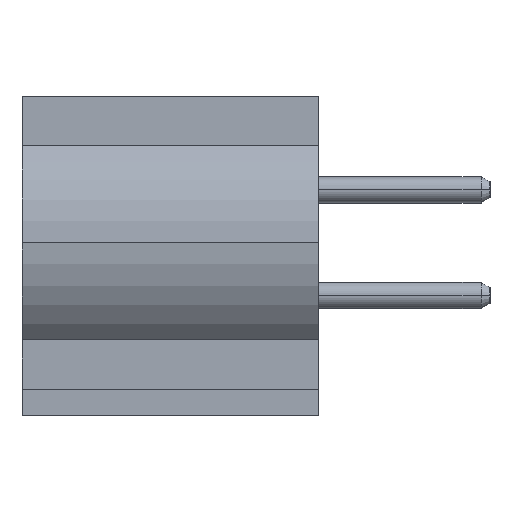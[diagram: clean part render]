
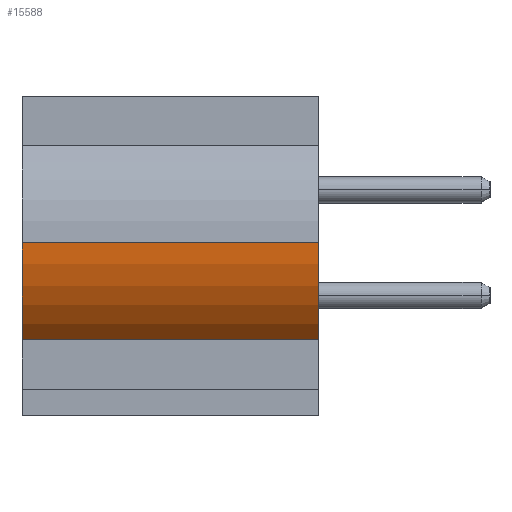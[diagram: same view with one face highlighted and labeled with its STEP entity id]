
A CAD part, left-side view. The second image highlights one B-rep face of the part: STEP entity #15588.
In plain terms, the highlighted cylindrical face has radius 2.5 mm (diameter 5 mm), a partial arc.
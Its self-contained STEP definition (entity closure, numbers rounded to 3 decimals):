
#2370=EDGE_CURVE('',#6994,#6995,#6996,.T.);
#2372=EDGE_CURVE('',#6995,#6998,#6999,.T.);
#2374=EDGE_CURVE('',#7001,#6998,#7002,.T.);
#6994=VERTEX_POINT('',#13091);
#6995=VERTEX_POINT('',#13092);
#6996=CIRCLE('',#13093,2.5);
#6998=VERTEX_POINT('',#13096);
#6999=LINE('',#13097,#13098);
#7001=VERTEX_POINT('',#13101);
#7002=CIRCLE('',#13102,2.5);
#13091=CARTESIAN_POINT('',(-18.0,3.4,0.));
#13092=CARTESIAN_POINT('',(-17.2,3.4,-1.833));
#13093=AXIS2_PLACEMENT_3D('',#27980,#27981,#27982);
#13096=CARTESIAN_POINT('',(-17.2,-2.2,-1.833));
#13097=CARTESIAN_POINT('',(-17.2,3.4,-1.833));
#13098=VECTOR('',#27983,5.6);
#13101=CARTESIAN_POINT('',(-18.0,-2.2,0.));
#13102=AXIS2_PLACEMENT_3D('',#27984,#27985,#27986);
#15588=ADVANCED_FACE('',(#28954),#28955,.T.);
#27980=CARTESIAN_POINT('',(-15.5,3.4,0.0));
#27981=DIRECTION('',(0.0,-1.0,0.0));
#27982=DIRECTION('',(-0.68,0.0,0.733));
#27983=DIRECTION('',(0.0,-1.0,0.0));
#27984=CARTESIAN_POINT('',(-15.5,-2.2,0.0));
#27985=DIRECTION('',(0.0,-1.0,0.0));
#27986=DIRECTION('',(-0.68,0.0,0.733));
#28954=FACE_OUTER_BOUND('',#34227,.T.);
#28955=CYLINDRICAL_SURFACE('',#34228,2.5);
#34227=EDGE_LOOP('',(#41710,#41711,#41712,#41713));
#34228=AXIS2_PLACEMENT_3D('',#41714,#41715,#41716);
#41710=ORIENTED_EDGE('',*,*,#47700,.F.);
#41711=ORIENTED_EDGE('',*,*,#2370,.T.);
#41712=ORIENTED_EDGE('',*,*,#2372,.T.);
#41713=ORIENTED_EDGE('',*,*,#2374,.F.);
#41714=CARTESIAN_POINT('',(-15.5,3.4,0.0));
#41715=DIRECTION('',(0.0,1.0,-0.0));
#41716=DIRECTION('',(-1.0,0.0,0.0));
#47700=EDGE_CURVE('',#6994,#7001,#47864,.T.);
#47864=LINE('',#47870,#47871);
#47870=CARTESIAN_POINT('',(-18.0,0.6,0.));
#47871=VECTOR('',#47882,1.0);
#47882=DIRECTION('',(-0.0,-1.0,-0.0));
